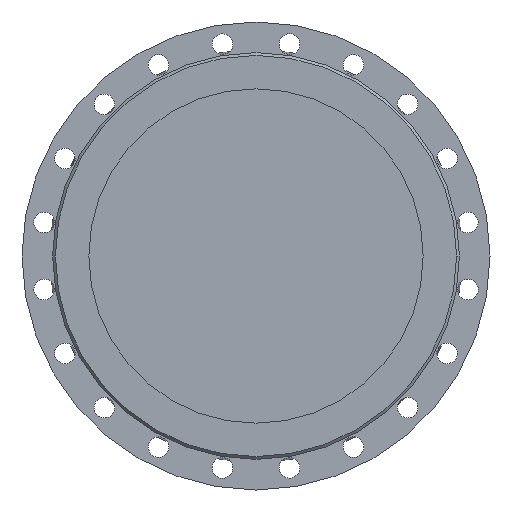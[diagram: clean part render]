
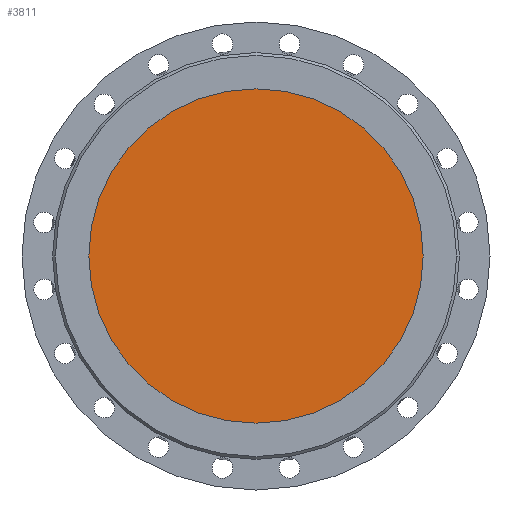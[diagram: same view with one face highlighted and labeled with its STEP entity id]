
A CAD part, left-side view. The second image highlights one B-rep face of the part: STEP entity #3811.
In plain terms, the highlighted planar face has unit normal (-1, 0, 0).
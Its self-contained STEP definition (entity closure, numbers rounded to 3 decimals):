
#1418=CARTESIAN_POINT('',(-175.,0.,0.));
#1419=DIRECTION('',(1.,0.,0.));
#1420=DIRECTION('',(0.,1.,0.));
#1421=AXIS2_PLACEMENT_3D('',#1418,#1419,#1420);
#1426=CARTESIAN_POINT('',(-175.,0.,0.));
#1427=DIRECTION('',(1.,0.,0.));
#1428=DIRECTION('',(0.,-1.,0.));
#1429=AXIS2_PLACEMENT_3D('',#1426,#1427,#1428);
#3100=CARTESIAN_POINT('',(-175.,300.,0.));
#3101=CARTESIAN_POINT('',(-175.,-300.,0.));
#3102=VERTEX_POINT('',#3100);
#3103=VERTEX_POINT('',#3101);
#3802=CARTESIAN_POINT('',(-175.,0.,0.));
#3803=DIRECTION('',(1.,0.,0.));
#3804=DIRECTION('',(0.,1.,0.));
#3805=AXIS2_PLACEMENT_3D('',#3802,#3803,#3804);
#3806=PLANE('',#3805);
#3807=ORIENTED_EDGE('',*,*,#3782,.T.);
#3808=ORIENTED_EDGE('',*,*,#3796,.T.);
#3809=EDGE_LOOP('',(#3807,#3808));
#3810=FACE_OUTER_BOUND('',#3809,.F.);
#3811=ADVANCED_FACE('',(#3810),#3806,.F.);
#1422=CIRCLE('',#1421,300.);
#1430=CIRCLE('',#1429,300.);
#3782=EDGE_CURVE('',#3102,#3103,#1422,.T.);
#3796=EDGE_CURVE('',#3103,#3102,#1430,.T.);
